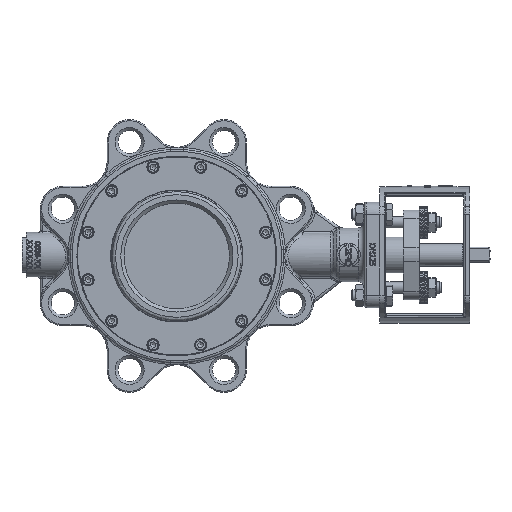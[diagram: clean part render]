
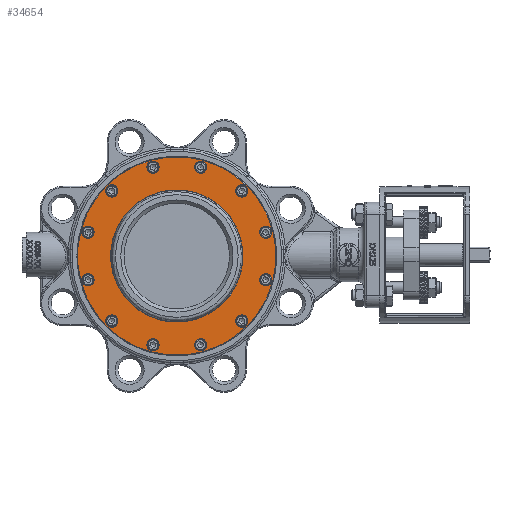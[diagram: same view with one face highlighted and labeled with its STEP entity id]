
A CAD part, front view. The second image highlights one B-rep face of the part: STEP entity #34654.
In plain terms, the highlighted planar face has unit normal (0, -1, 0).
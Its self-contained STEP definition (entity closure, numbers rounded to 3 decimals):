
#5932=PLANE('',#37219);
#7316=FACE_BOUND('',#10531,.T.);
#7317=FACE_BOUND('',#10532,.T.);
#7318=FACE_BOUND('',#10533,.T.);
#7319=FACE_BOUND('',#10534,.T.);
#7320=FACE_BOUND('',#10535,.T.);
#7321=FACE_BOUND('',#10536,.T.);
#7322=FACE_BOUND('',#10537,.T.);
#7323=FACE_BOUND('',#10538,.T.);
#7324=FACE_BOUND('',#10539,.T.);
#7325=FACE_BOUND('',#10540,.T.);
#7326=FACE_BOUND('',#10541,.T.);
#7327=FACE_BOUND('',#10542,.T.);
#7328=FACE_BOUND('',#10543,.T.);
#8090=FACE_OUTER_BOUND('',#10530,.T.);
#10530=EDGE_LOOP('',(#23344));
#10531=EDGE_LOOP('',(#23345));
#10532=EDGE_LOOP('',(#23346));
#10533=EDGE_LOOP('',(#23347));
#10534=EDGE_LOOP('',(#23348));
#10535=EDGE_LOOP('',(#23349));
#10536=EDGE_LOOP('',(#23350));
#10537=EDGE_LOOP('',(#23351));
#10538=EDGE_LOOP('',(#23352));
#10539=EDGE_LOOP('',(#23353));
#10540=EDGE_LOOP('',(#23354));
#10541=EDGE_LOOP('',(#23355));
#10542=EDGE_LOOP('',(#23356));
#10543=EDGE_LOOP('',(#23357));
#13094=CIRCLE('',#37212,5.9);
#13099=CIRCLE('',#37220,8.85);
#13100=CIRCLE('',#37221,0.55);
#13101=CIRCLE('',#37222,0.55);
#13102=CIRCLE('',#37223,0.55);
#13103=CIRCLE('',#37224,0.55);
#13104=CIRCLE('',#37225,0.55);
#13105=CIRCLE('',#37226,0.55);
#13106=CIRCLE('',#37227,0.55);
#13107=CIRCLE('',#37228,0.55);
#13108=CIRCLE('',#37229,0.55);
#13109=CIRCLE('',#37230,0.55);
#13110=CIRCLE('',#37231,0.55);
#13111=CIRCLE('',#37232,0.55);
#14743=VERTEX_POINT('',#50683);
#14748=VERTEX_POINT('',#50696);
#14749=VERTEX_POINT('',#50698);
#14750=VERTEX_POINT('',#50700);
#14751=VERTEX_POINT('',#50702);
#14752=VERTEX_POINT('',#50704);
#14753=VERTEX_POINT('',#50706);
#14754=VERTEX_POINT('',#50708);
#14755=VERTEX_POINT('',#50710);
#14756=VERTEX_POINT('',#50712);
#14757=VERTEX_POINT('',#50714);
#14758=VERTEX_POINT('',#50716);
#14759=VERTEX_POINT('',#50718);
#14760=VERTEX_POINT('',#50720);
#18057=EDGE_CURVE('',#14743,#14743,#13094,.T.);
#18062=EDGE_CURVE('',#14748,#14748,#13099,.T.);
#18063=EDGE_CURVE('',#14749,#14749,#13100,.T.);
#18064=EDGE_CURVE('',#14750,#14750,#13101,.T.);
#18065=EDGE_CURVE('',#14751,#14751,#13102,.T.);
#18066=EDGE_CURVE('',#14752,#14752,#13103,.T.);
#18067=EDGE_CURVE('',#14753,#14753,#13104,.T.);
#18068=EDGE_CURVE('',#14754,#14754,#13105,.T.);
#18069=EDGE_CURVE('',#14755,#14755,#13106,.T.);
#18070=EDGE_CURVE('',#14756,#14756,#13107,.T.);
#18071=EDGE_CURVE('',#14757,#14757,#13108,.T.);
#18072=EDGE_CURVE('',#14758,#14758,#13109,.T.);
#18073=EDGE_CURVE('',#14759,#14759,#13110,.T.);
#18074=EDGE_CURVE('',#14760,#14760,#13111,.T.);
#23344=ORIENTED_EDGE('',*,*,#18062,.F.);
#23345=ORIENTED_EDGE('',*,*,#18063,.T.);
#23346=ORIENTED_EDGE('',*,*,#18064,.T.);
#23347=ORIENTED_EDGE('',*,*,#18065,.T.);
#23348=ORIENTED_EDGE('',*,*,#18066,.T.);
#23349=ORIENTED_EDGE('',*,*,#18067,.T.);
#23350=ORIENTED_EDGE('',*,*,#18068,.T.);
#23351=ORIENTED_EDGE('',*,*,#18069,.T.);
#23352=ORIENTED_EDGE('',*,*,#18070,.T.);
#23353=ORIENTED_EDGE('',*,*,#18071,.T.);
#23354=ORIENTED_EDGE('',*,*,#18072,.T.);
#23355=ORIENTED_EDGE('',*,*,#18073,.T.);
#23356=ORIENTED_EDGE('',*,*,#18074,.T.);
#23357=ORIENTED_EDGE('',*,*,#18057,.T.);
#34654=ADVANCED_FACE('',(#8090,#7316,#7317,#7318,#7319,#7320,#7321,#7322,
#7323,#7324,#7325,#7326,#7327,#7328),#5932,.T.);
#37212=AXIS2_PLACEMENT_3D('',#50684,#41355,#41356);
#37219=AXIS2_PLACEMENT_3D('',#50695,#41369,#41370);
#37220=AXIS2_PLACEMENT_3D('',#50697,#41371,#41372);
#37221=AXIS2_PLACEMENT_3D('',#50699,#41373,#41374);
#37222=AXIS2_PLACEMENT_3D('',#50701,#41375,#41376);
#37223=AXIS2_PLACEMENT_3D('',#50703,#41377,#41378);
#37224=AXIS2_PLACEMENT_3D('',#50705,#41379,#41380);
#37225=AXIS2_PLACEMENT_3D('',#50707,#41381,#41382);
#37226=AXIS2_PLACEMENT_3D('',#50709,#41383,#41384);
#37227=AXIS2_PLACEMENT_3D('',#50711,#41385,#41386);
#37228=AXIS2_PLACEMENT_3D('',#50713,#41387,#41388);
#37229=AXIS2_PLACEMENT_3D('',#50715,#41389,#41390);
#37230=AXIS2_PLACEMENT_3D('',#50717,#41391,#41392);
#37231=AXIS2_PLACEMENT_3D('',#50719,#41393,#41394);
#37232=AXIS2_PLACEMENT_3D('',#50721,#41395,#41396);
#41355=DIRECTION('center_axis',(0.,1.,0.));
#41356=DIRECTION('ref_axis',(0.707,0.,0.707));
#41369=DIRECTION('center_axis',(0.,-1.,0.));
#41370=DIRECTION('ref_axis',(-0.707,0.,0.707));
#41371=DIRECTION('center_axis',(0.,1.,0.));
#41372=DIRECTION('ref_axis',(-0.707,0.,-0.707));
#41373=DIRECTION('center_axis',(0.,1.,0.));
#41374=DIRECTION('ref_axis',(0.259,0.,-0.966));
#41375=DIRECTION('center_axis',(0.,1.,0.));
#41376=DIRECTION('ref_axis',(0.707,0.,-0.707));
#41377=DIRECTION('center_axis',(0.,1.,0.));
#41378=DIRECTION('ref_axis',(0.966,0.,-0.259));
#41379=DIRECTION('center_axis',(0.,1.,0.));
#41380=DIRECTION('ref_axis',(0.966,0.,0.259));
#41381=DIRECTION('center_axis',(0.,1.,0.));
#41382=DIRECTION('ref_axis',(0.707,0.,0.707));
#41383=DIRECTION('center_axis',(0.,1.,0.));
#41384=DIRECTION('ref_axis',(0.259,0.,0.966));
#41385=DIRECTION('center_axis',(0.,1.,0.));
#41386=DIRECTION('ref_axis',(-0.259,0.,0.966));
#41387=DIRECTION('center_axis',(0.,1.,0.));
#41388=DIRECTION('ref_axis',(-0.707,0.,0.707));
#41389=DIRECTION('center_axis',(0.,1.,0.));
#41390=DIRECTION('ref_axis',(-0.966,0.,0.259));
#41391=DIRECTION('center_axis',(0.,1.,0.));
#41392=DIRECTION('ref_axis',(-0.966,0.,-0.259));
#41393=DIRECTION('center_axis',(0.,1.,0.));
#41394=DIRECTION('ref_axis',(-0.259,0.,-0.966));
#41395=DIRECTION('center_axis',(0.,1.,0.));
#41396=DIRECTION('ref_axis',(-0.707,0.,-0.707));
#50683=CARTESIAN_POINT('',(4.172,-3.255,4.172));
#50684=CARTESIAN_POINT('Origin',(0.,-3.255,
0.));
#50695=CARTESIAN_POINT('Origin',(5.153,-3.255,5.153));
#50696=CARTESIAN_POINT('',(6.258,-3.255,6.258));
#50697=CARTESIAN_POINT('Origin',(0.,-3.255,
0.));
#50698=CARTESIAN_POINT('',(8.063,-3.255,1.591));
#50699=CARTESIAN_POINT('Origin',(7.921,-3.255,2.122));
#50700=CARTESIAN_POINT('',(6.187,-3.255,5.409));
#50701=CARTESIAN_POINT('Origin',(5.798,-3.255,5.798));
#50702=CARTESIAN_POINT('',(2.654,-3.255,7.778));
#50703=CARTESIAN_POINT('Origin',(2.122,-3.255,7.921));
#50704=CARTESIAN_POINT('',(-1.591,-3.255,8.063));
#50705=CARTESIAN_POINT('Origin',(-2.122,-3.255,7.921));
#50706=CARTESIAN_POINT('',(-5.409,-3.255,6.187));
#50707=CARTESIAN_POINT('Origin',(-5.798,-3.255,5.798));
#50708=CARTESIAN_POINT('',(-7.778,-3.255,2.654));
#50709=CARTESIAN_POINT('Origin',(-7.921,-3.255,2.122));
#50710=CARTESIAN_POINT('',(-8.063,-3.255,-1.591));
#50711=CARTESIAN_POINT('Origin',(-7.921,-3.255,-2.122));
#50712=CARTESIAN_POINT('',(-6.187,-3.255,-5.409));
#50713=CARTESIAN_POINT('Origin',(-5.798,-3.255,-5.798));
#50714=CARTESIAN_POINT('',(-2.654,-3.255,-7.778));
#50715=CARTESIAN_POINT('Origin',(-2.122,-3.255,-7.921));
#50716=CARTESIAN_POINT('',(1.591,-3.255,-8.063));
#50717=CARTESIAN_POINT('Origin',(2.122,-3.255,-7.921));
#50718=CARTESIAN_POINT('',(7.778,-3.255,-2.654));
#50719=CARTESIAN_POINT('Origin',(7.921,-3.255,-2.122));
#50720=CARTESIAN_POINT('',(5.409,-3.255,-6.187));
#50721=CARTESIAN_POINT('Origin',(5.798,-3.255,-5.798));
